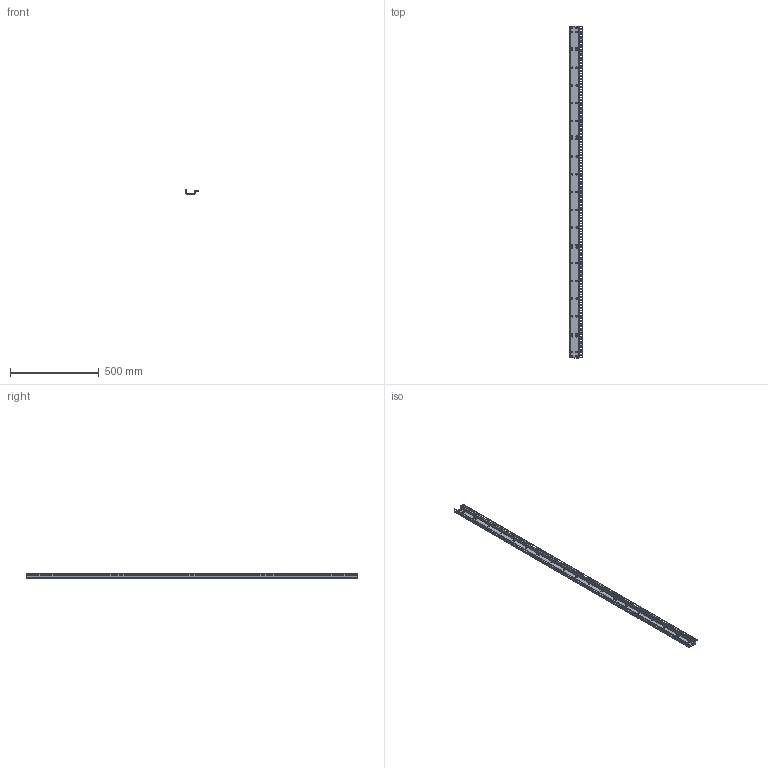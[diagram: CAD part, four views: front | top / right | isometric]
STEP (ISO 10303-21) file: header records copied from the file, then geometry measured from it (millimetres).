
FILE_DESCRIPTION (( 'STEP AP214' ), '1' );
FILE_NAME ('992.042.STEP', '2024-10-04T07:39:01', ( '' ), ( '' ), 'SwSTEP 2.0', 'SolidWorks 2021', '' );
FILE_SCHEMA (( 'AUTOMOTIVE_DESIGN' ));
Length unit declared in the file: millimetre
Products named in the file (1): 992.042
Bounding box: 70 x 1870 x 25 mm (x, y, z)
Volume: 349532.5 mm3; surface area: 379263.4 mm2
Topology: 1 solids, 1 shells, 1138 faces, 3384 edges, 2248 vertices
Faces by surface type: plane 1032, cylinder 106
Entity records: 38750 total; most frequent: CARTESIAN_POINT 6771, ORIENTED_EDGE 6768, DIRECTION 5874, EDGE_CURVE 3384, LINE 3172, VECTOR 3172, VERTEX_POINT 2248, EDGE_LOOP 1742
